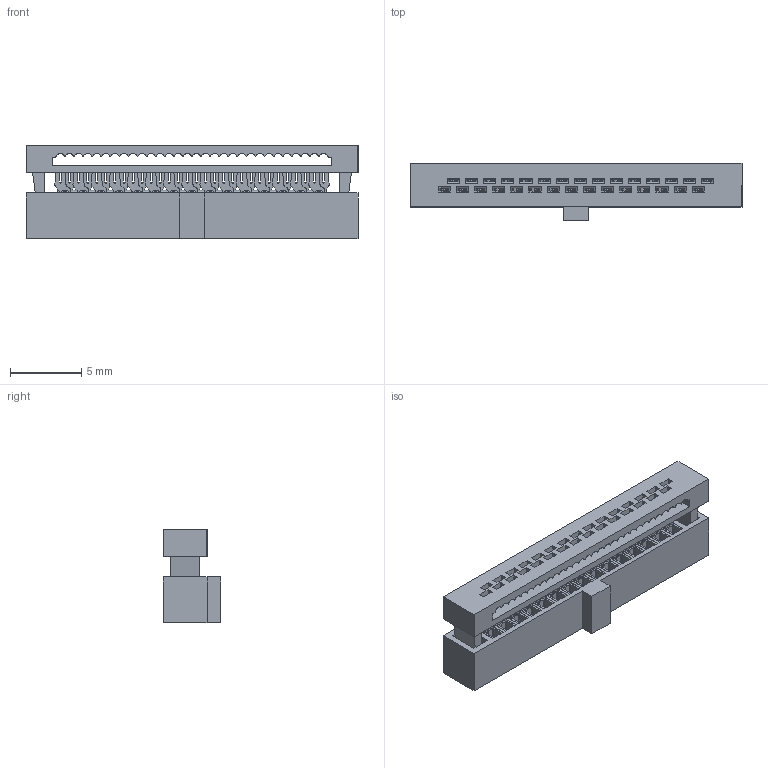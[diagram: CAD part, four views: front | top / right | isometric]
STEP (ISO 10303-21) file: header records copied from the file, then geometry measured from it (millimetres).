
FILE_DESCRIPTION(/* description */ ('Unknown'),/* implementation_level */ '2;1');
FILE_NAME(/* name */ '62703023121',/* time_stamp */ '2020-05-28T10:15:06+02:00',/* author */ ('Unknown'),/* organization */ ('Unknown'),/* preprocessor_version */ 'ST-DEVELOPER v16.7',/* originating_system */ 'DEX',/* authorisation */ $);
FILE_SCHEMA (('AP203_CONFIGURATION_CONTROLLED_3D_DESIGN_OF_MECHANICAL_PARTS_AND_ASSEMBLIES_MIM_LF { 1 0 10303 203 3 1 4 }','TECHNICAL_DATA_PACKAGING','AUTOMOTIVE_DESIGN {1 0 10303 214 3 1 1}'));
Length unit declared in the file: millimetre
Products named in the file (4): 6270xx23121_Open; 62703023121; 6270xx23121_Pin; 62703023121_Cable clamp
Assembly tree (32 placements, depth 2):
  6270xx23121_Open
    62703023121
    6270xx23121_Pin  x30
    62703023121_Cable clamp
Bounding box: 23.24 x 4 x 6.53 mm (x, y, z)
Volume: 251.6 mm3; surface area: 1564.5 mm2
Topology: 32 solids, 32 shells, 4555 faces, 12467 edges, 8010 vertices
Faces by surface type: plane 2835, cylinder 1420, bspline 180, torus 120
Entity records: 28862 total; most frequent: CARTESIAN_POINT 5173, ORIENTED_EDGE 5040, DIRECTION 4658, EDGE_CURVE 2520, LINE 2156, VECTOR 2156, VERTEX_POINT 1630, AXIS2_PLACEMENT_3D 1251
